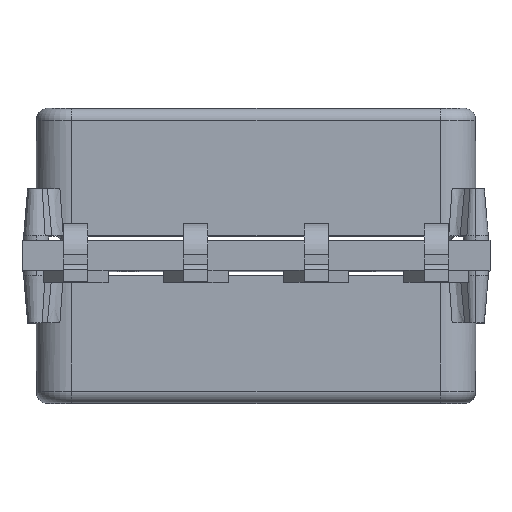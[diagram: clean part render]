
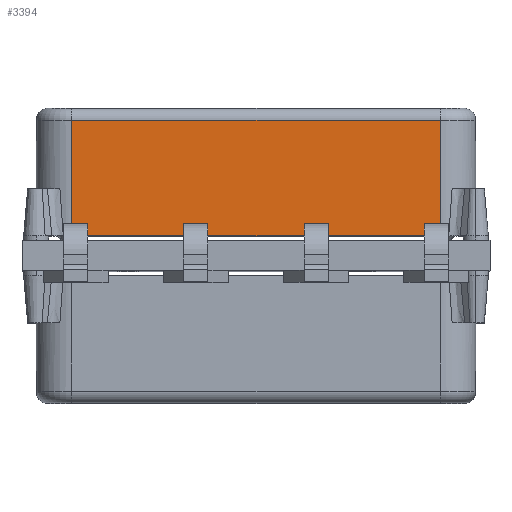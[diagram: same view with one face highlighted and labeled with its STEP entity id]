
A CAD part, top view. The second image highlights one B-rep face of the part: STEP entity #3394.
In plain terms, the highlighted planar face has unit normal (0, 0, 1).
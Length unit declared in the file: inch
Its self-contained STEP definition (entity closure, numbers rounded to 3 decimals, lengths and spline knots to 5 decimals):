
#535 = EDGE_CURVE ( 'NONE', #4960, #4072, #10276, .T. ) ;
#2037 = ORIENTED_EDGE ( 'NONE', *, *, #5790, .T. ) ;
#2153 = CARTESIAN_POINT ( 'NONE',  ( 0.15354, 0., 0.1376 ) ) ;
#2198 = EDGE_CURVE ( 'NONE', #4960, #5264, #9628, .T. ) ;
#2598 = VECTOR ( 'NONE', #8534, 39.37008 ) ;
#3031 = VECTOR ( 'NONE', #3065, 39.37008 ) ;
#3065 = DIRECTION ( 'NONE',  ( 0., -1., 0. ) ) ;
#3082 = DIRECTION ( 'NONE',  ( -1., 0., 0. ) ) ;
#3376 = LINE ( 'NONE', #5737, #4648 ) ;
#3394 = ADVANCED_FACE ( 'NONE', ( #8816 ), #10552, .F. ) ;
#3561 = ORIENTED_EDGE ( 'NONE', *, *, #8694, .T. ) ;
#3895 = CARTESIAN_POINT ( 'NONE',  ( -0.15354, 0., 0.1376 ) ) ;
#4052 = EDGE_LOOP ( 'NONE', ( #4087, #10026, #3561, #2037 ) ) ;
#4072 = VERTEX_POINT ( 'NONE', #5628 ) ;
#4087 = ORIENTED_EDGE ( 'NONE', *, *, #2198, .F. ) ;
#4304 = CARTESIAN_POINT ( 'NONE',  ( -0.15354, 0.1063, 0.1376 ) ) ;
#4565 = DIRECTION ( 'NONE',  ( 0., 0., -1. ) ) ;
#4616 = CARTESIAN_POINT ( 'NONE',  ( -0.15354, 0.1063, 0.1376 ) ) ;
#4648 = VECTOR ( 'NONE', #4918, 39.37008 ) ;
#4867 = CARTESIAN_POINT ( 'NONE',  ( 0.15354, 0.1063, 0.1376 ) ) ;
#4918 = DIRECTION ( 'NONE',  ( 1., 0., 0. ) ) ;
#4960 = VERTEX_POINT ( 'NONE', #5560 ) ;
#5264 = VERTEX_POINT ( 'NONE', #2153 ) ;
#5560 = CARTESIAN_POINT ( 'NONE',  ( 0.15354, 0.0963, 0.1376 ) ) ;
#5628 = CARTESIAN_POINT ( 'NONE',  ( -0.15354, 0.0963, 0.1376 ) ) ;
#5737 = CARTESIAN_POINT ( 'NONE',  ( -0.15354, 0., 0.1376 ) ) ;
#5790 = EDGE_CURVE ( 'NONE', #8189, #5264, #3376, .T. ) ;
#6706 = DIRECTION ( 'NONE',  ( 0., -1., 0. ) ) ;
#6836 = CARTESIAN_POINT ( 'NONE',  ( -0.15354, 0.0963, 0.1376 ) ) ;
#8189 = VERTEX_POINT ( 'NONE', #3895 ) ;
#8270 = VECTOR ( 'NONE', #6706, 39.37008 ) ;
#8534 = DIRECTION ( 'NONE',  ( -1., 0., 0. ) ) ;
#8694 = EDGE_CURVE ( 'NONE', #4072, #8189, #9985, .T. ) ;
#8816 = FACE_OUTER_BOUND ( 'NONE', #4052, .T. ) ;
#9628 = LINE ( 'NONE', #4867, #3031 ) ;
#9738 = AXIS2_PLACEMENT_3D ( 'NONE', #4616, #4565, #3082 ) ;
#9985 = LINE ( 'NONE', #4304, #8270 ) ;
#10026 = ORIENTED_EDGE ( 'NONE', *, *, #535, .T. ) ;
#10276 = LINE ( 'NONE', #6836, #2598 ) ;
#10552 = PLANE ( 'NONE',  #9738 ) ;
